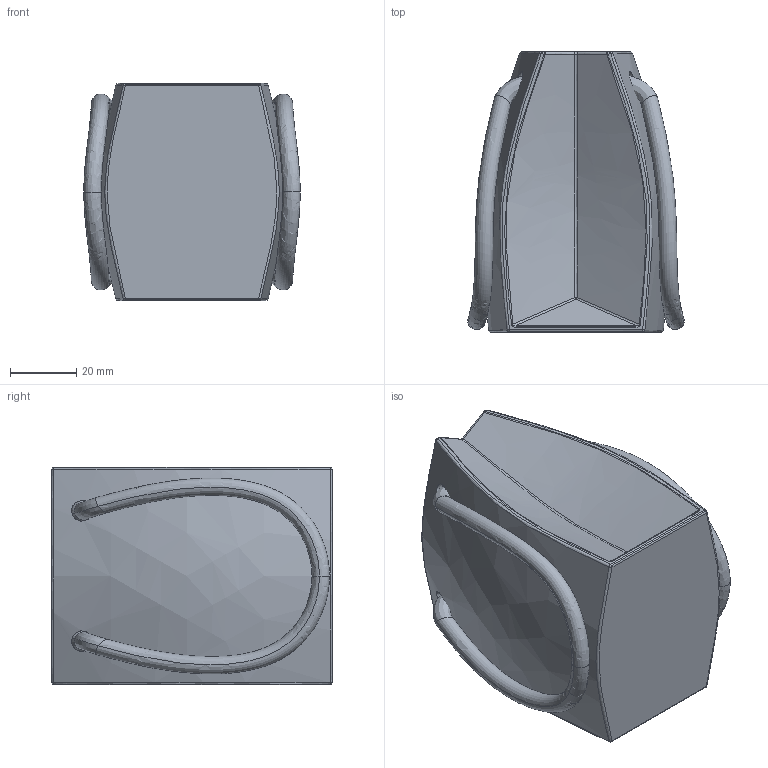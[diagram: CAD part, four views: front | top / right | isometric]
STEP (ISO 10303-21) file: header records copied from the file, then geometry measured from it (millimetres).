
FILE_DESCRIPTION(('FreeCAD Model'),'2;1');
FILE_NAME('Open CASCADE Shape Model','2025-05-04T04:30:54',('FreeCAD'),( 'FreeCAD'),'Open CASCADE STEP processor 7.6','FreeCAD','Unknown');
FILE_SCHEMA(('AUTOMOTIVE_DESIGN { 1 0 10303 214 1 1 1 1 }'));
Products named in the file (1): Open CASCADE STEP translator 7.6 1
Bounding box: 65.5 x 84.82 x 65.64 mm (x, y, z)
Volume: 56557 mm3; surface area: 49729.5 mm2
Topology: 3 solids, 3 shells, 143 faces, 402 edges, 237 vertices
Faces by surface type: bspline 143
Entity records: 426869 total; most frequent: CARTESIAN_POINT 424684, ORIENTED_EDGE 746, EDGE_CURVE 373, B_SPLINE_CURVE_WITH_KNOTS 272, VERTEX_POINT 237, FACE_BOUND 152, EDGE_LOOP 152, ADVANCED_FACE 143
